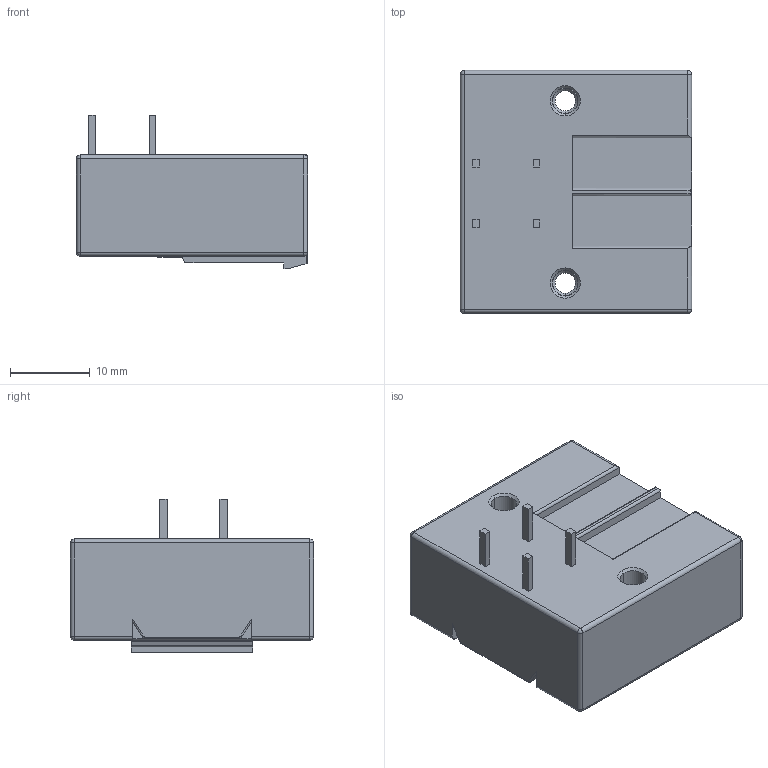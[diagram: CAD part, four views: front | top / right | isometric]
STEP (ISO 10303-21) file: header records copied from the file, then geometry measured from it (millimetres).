
FILE_DESCRIPTION((''),'2;1');
FILE_NAME('TLPHW-516R-02P','2024-09-11T16:05:30',('sheji'),(''),'CREO PARAMETRIC BY PTC INC, 2018100','CREO PARAMETRIC BY PTC INC, 2018100','');
FILE_SCHEMA(('CONFIG_CONTROL_DESIGN'));
Length unit declared in the file: millimetre
Products named in the file (1): TLPHW-516R-02P
Bounding box: 29 x 30.48 x 19.29 mm (x, y, z)
Volume: 8925.6 mm3; surface area: 5086.2 mm2
Topology: 1 solids, 1 shells, 260 faces, 678 edges, 436 vertices
Faces by surface type: plane 161, cylinder 69, cone 20, sphere 8, torus 2
Entity records: 7988 total; most frequent: CARTESIAN_POINT 1464, ORIENTED_EDGE 1356, DIRECTION 1330, EDGE_CURVE 678, VECTOR 510, LINE 510, VERTEX_POINT 436, AXIS2_PLACEMENT_3D 410
